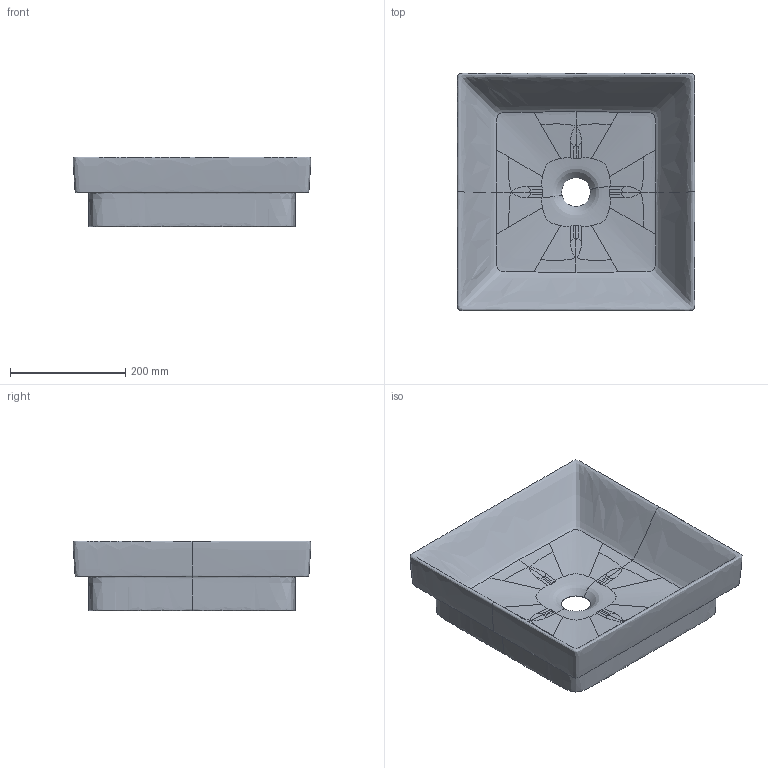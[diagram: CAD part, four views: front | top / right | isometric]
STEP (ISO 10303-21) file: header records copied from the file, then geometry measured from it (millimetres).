
FILE_DESCRIPTION(/* description */ (''),/* implementation_level */ '2;1');
FILE_NAME(/* name */ '6240',/* time_stamp */ '2025-07-12T16:54:14+03:00',/* author */ (''),/* organization */ (''),/* preprocessor_version */ 'ST-DEVELOPER v16.5',/* originating_system */ '',/* authorisation */ '');
FILE_SCHEMA (('AUTOMOTIVE_DESIGN_CC2'));
Length unit declared in the file: millimetre
Products named in the file (1): Document
Bounding box: 412.08 x 412.08 x 120.8 mm (x, y, z)
Volume: 6741249.2 mm3; surface area: 563131.2 mm2
Topology: 1 solids, 1 shells, 92 faces, 236 edges, 144 vertices
Faces by surface type: bspline 92
Entity records: 13803 total; most frequent: CARTESIAN_POINT 12322, ORIENTED_EDGE 472, EDGE_CURVE 236, B_SPLINE_CURVE_WITH_KNOTS 236, VERTEX_POINT 144, ADVANCED_FACE 92, FACE_OUTER_BOUND 92, EDGE_LOOP 92
